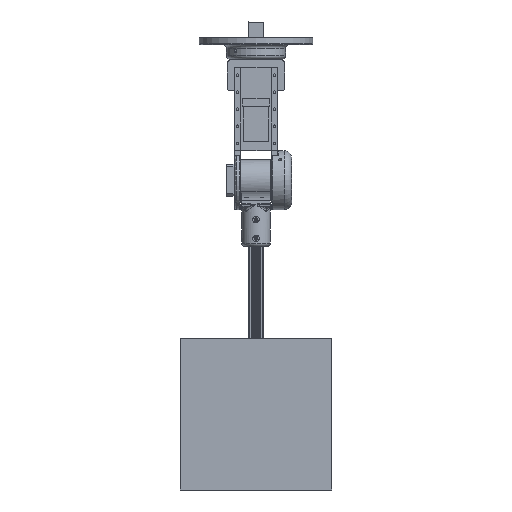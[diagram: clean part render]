
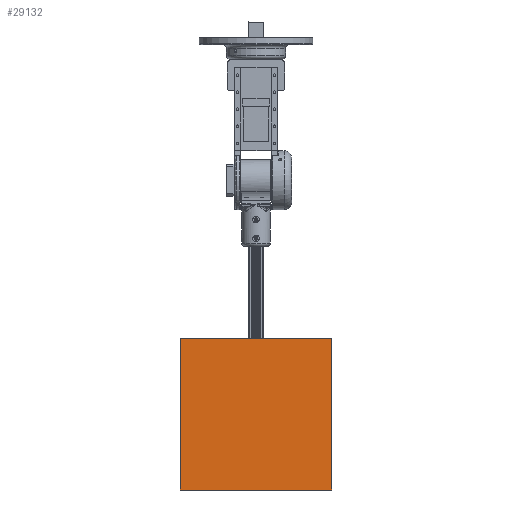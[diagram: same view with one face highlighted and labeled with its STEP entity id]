
A CAD part, front view. The second image highlights one B-rep face of the part: STEP entity #29132.
In plain terms, the highlighted planar face has unit normal (0, -1, 0).
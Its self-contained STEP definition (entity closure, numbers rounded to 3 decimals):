
#2170=PLANE('',#32208);
#3662=FACE_OUTER_BOUND('',#5902,.T.);
#5902=EDGE_LOOP('',(#25405,#25406,#25407,#25408));
#8337=LINE('',#50045,#10818);
#8341=LINE('',#50053,#10822);
#8344=LINE('',#50059,#10825);
#8347=LINE('',#50064,#10828);
#10818=VECTOR('',#39452,10.);
#10822=VECTOR('',#39458,10.);
#10825=VECTOR('',#39463,10.);
#10828=VECTOR('',#39468,10.);
#14721=VERTEX_POINT('',#50043);
#14722=VERTEX_POINT('',#50044);
#14725=VERTEX_POINT('',#50052);
#14727=VERTEX_POINT('',#50058);
#18376=EDGE_CURVE('',#14721,#14722,#8337,.T.);
#18380=EDGE_CURVE('',#14722,#14725,#8341,.T.);
#18383=EDGE_CURVE('',#14725,#14727,#8344,.T.);
#18386=EDGE_CURVE('',#14727,#14721,#8347,.T.);
#25405=ORIENTED_EDGE('',*,*,#18386,.T.);
#25406=ORIENTED_EDGE('',*,*,#18376,.T.);
#25407=ORIENTED_EDGE('',*,*,#18380,.T.);
#25408=ORIENTED_EDGE('',*,*,#18383,.T.);
#29132=ADVANCED_FACE('',(#3662),#2170,.F.);
#32208=AXIS2_PLACEMENT_3D('',#50067,#39472,#39473);
#39452=DIRECTION('',(0.,0.,-1.));
#39458=DIRECTION('',(1.,0.,0.));
#39463=DIRECTION('',(0.,0.,1.));
#39468=DIRECTION('',(-1.,0.,0.));
#39472=DIRECTION('center_axis',(0.,1.,0.));
#39473=DIRECTION('ref_axis',(1.,0.,0.));
#50043=CARTESIAN_POINT('',(-166.466,0.,-46.087));
#50044=CARTESIAN_POINT('',(-166.466,0.,-246.087));
#50045=CARTESIAN_POINT('',(-166.466,0.,-46.087));
#50052=CARTESIAN_POINT('',(33.534,0.,-246.087));
#50053=CARTESIAN_POINT('',(-166.466,0.,-246.087));
#50058=CARTESIAN_POINT('',(33.534,0.,-46.087));
#50059=CARTESIAN_POINT('',(33.534,0.,-246.087));
#50064=CARTESIAN_POINT('',(33.534,0.,-46.087));
#50067=CARTESIAN_POINT('Origin',(-66.466,0.,-146.087));
